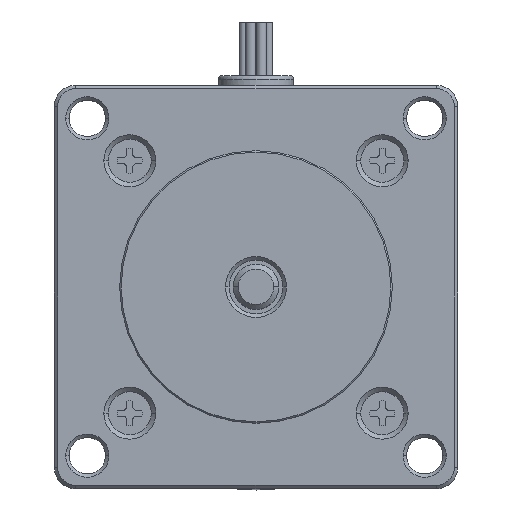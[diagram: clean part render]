
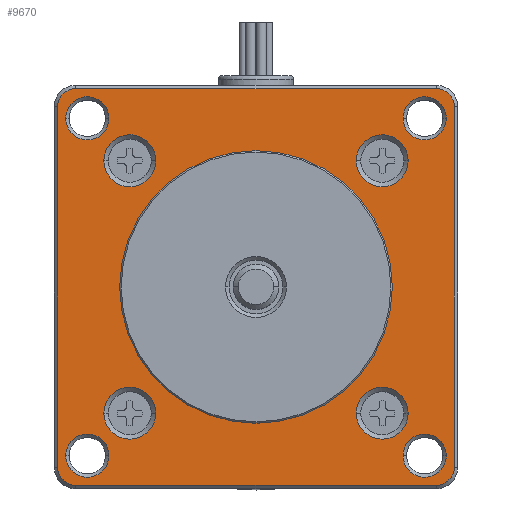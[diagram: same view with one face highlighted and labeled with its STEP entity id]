
A CAD part, top view. The second image highlights one B-rep face of the part: STEP entity #9670.
In plain terms, the highlighted planar face has unit normal (0, 0, 1).
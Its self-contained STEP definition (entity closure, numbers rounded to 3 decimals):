
#7100=CARTESIAN_POINT('',(21.272,-17.642,0.));
#7110=VERTEX_POINT('',#7100);
#7140=CARTESIAN_POINT('',(17.642,-17.642,
0.));
#7150=DIRECTION('',(-0.,-0.,-1.));
#7160=DIRECTION('',(1.,0.,0.));
#7170=AXIS2_PLACEMENT_3D('',#7140,#7150,#7160);
#7180=CIRCLE('',#7170,3.63);
#7190=CARTESIAN_POINT('',(14.012,-17.642,
0.));
#7200=VERTEX_POINT('',#7190);
#7210=EDGE_CURVE('',#7110,#7200,#7180,.T.);
#7590=CARTESIAN_POINT('',(-27.72,-27.72,0.));
#7600=DIRECTION('',(0.,0.,1.));
#7610=DIRECTION('',(1.,0.,-0.));
#7620=AXIS2_PLACEMENT_3D('',#7590,#7600,#7610);
#7630=PLANE('',#7620);
#7640=CARTESIAN_POINT('',(0.,27.72,-0.));
#7650=DIRECTION('',(1.,-0.,-0.));
#7660=VECTOR('',#7650,1.);
#7670=LINE('',#7640,#7660);
#7680=CARTESIAN_POINT('',(-25.2,27.72,0.));
#7690=VERTEX_POINT('',#7680);
#7700=CARTESIAN_POINT('',(25.2,27.72,0.));
#7710=VERTEX_POINT('',#7700);
#7720=EDGE_CURVE('',#7690,#7710,#7670,.T.);
#7730=ORIENTED_EDGE('',*,*,#7720,.F.);
#7740=CARTESIAN_POINT('',(25.2,25.2,0.));
#7750=DIRECTION('',(-0.,-0.,1.));
#7760=DIRECTION('',(-1.,0.,-0.));
#7770=AXIS2_PLACEMENT_3D('',#7740,#7750,#7760);
#7780=CIRCLE('',#7770,2.52);
#7790=CARTESIAN_POINT('',(27.72,25.2,
0.));
#7800=VERTEX_POINT('',#7790);
#7810=EDGE_CURVE('',#7800,#7710,#7780,.T.);
#7820=ORIENTED_EDGE('',*,*,#7810,.T.);
#7830=CARTESIAN_POINT('',(27.72,0.,0.));
#7840=DIRECTION('',(0.,-1.,-0.));
#7850=VECTOR('',#7840,1.);
#7860=LINE('',#7830,#7850);
#7870=CARTESIAN_POINT('',(27.72,-25.2,0.));
#7880=VERTEX_POINT('',#7870);
#7890=EDGE_CURVE('',#7800,#7880,#7860,.T.);
#7900=ORIENTED_EDGE('',*,*,#7890,.F.);
#7910=CARTESIAN_POINT('',(25.2,-25.2,0.));
#7920=DIRECTION('',(-0.,-0.,1.));
#7930=DIRECTION('',(-1.,0.,-0.));
#7940=AXIS2_PLACEMENT_3D('',#7910,#7920,#7930);
#7950=CIRCLE('',#7940,2.52);
#7960=CARTESIAN_POINT('',(25.2,-27.72,0.));
#7970=VERTEX_POINT('',#7960);
#7980=EDGE_CURVE('',#7970,#7880,#7950,.T.);
#7990=ORIENTED_EDGE('',*,*,#7980,.T.);
#8000=CARTESIAN_POINT('',(0.,-27.72,0.));
#8010=DIRECTION('',(-1.,-0.,-0.));
#8020=VECTOR('',#8010,1.);
#8030=LINE('',#8000,#8020);
#8040=CARTESIAN_POINT('',(-25.2,-27.72,0.));
#8050=VERTEX_POINT('',#8040);
#8060=EDGE_CURVE('',#7970,#8050,#8030,.T.);
#8070=ORIENTED_EDGE('',*,*,#8060,.F.);
#8080=CARTESIAN_POINT('',(-25.2,-25.2,0.));
#8090=DIRECTION('',(-0.,-0.,1.));
#8100=DIRECTION('',(-1.,0.,-0.));
#8110=AXIS2_PLACEMENT_3D('',#8080,#8090,#8100);
#8120=CIRCLE('',#8110,2.52);
#8130=CARTESIAN_POINT('',(-27.72,-25.2,0.));
#8140=VERTEX_POINT('',#8130);
#8150=EDGE_CURVE('',#8140,#8050,#8120,.T.);
#8160=ORIENTED_EDGE('',*,*,#8150,.T.);
#8170=CARTESIAN_POINT('',(-27.72,0.,0.));
#8180=DIRECTION('',(0.,1.,-0.));
#8190=VECTOR('',#8180,1.);
#8200=LINE('',#8170,#8190);
#8210=CARTESIAN_POINT('',(-27.72,25.2,0.));
#8220=VERTEX_POINT('',#8210);
#8230=EDGE_CURVE('',#8140,#8220,#8200,.T.);
#8240=ORIENTED_EDGE('',*,*,#8230,.F.);
#8250=CARTESIAN_POINT('',(-25.2,25.2,0.));
#8260=DIRECTION('',(-0.,-0.,1.));
#8270=DIRECTION('',(-1.,0.,-0.));
#8280=AXIS2_PLACEMENT_3D('',#8250,#8260,#8270);
#8290=CIRCLE('',#8280,2.52);
#8300=EDGE_CURVE('',#7690,#8220,#8290,.T.);
#8310=ORIENTED_EDGE('',*,*,#8300,.T.);
#8320=EDGE_LOOP('',(#8310,#8240,#8160,#8070,#7990,#7900,#7820,#7730));
#8330=FACE_OUTER_BOUND('',#8320,.T.);
#8340=CARTESIAN_POINT('',(17.642,17.642,0.
));
#8350=DIRECTION('',(-0.,-0.,-1.));
#8360=DIRECTION('',(1.,0.,0.));
#8370=AXIS2_PLACEMENT_3D('',#8340,#8350,#8360);
#8380=CIRCLE('',#8370,3.63);
#8390=CARTESIAN_POINT('',(21.272,17.642,
0.));
#8400=VERTEX_POINT('',#8390);
#8410=CARTESIAN_POINT('',(14.012,17.642,0.
));
#8420=VERTEX_POINT('',#8410);
#8430=EDGE_CURVE('',#8400,#8420,#8380,.T.);
#8440=ORIENTED_EDGE('',*,*,#8430,.T.);
#8450=EDGE_CURVE('',#8420,#8400,#8380,.T.);
#8460=ORIENTED_EDGE('',*,*,#8450,.T.);
#8470=EDGE_LOOP('',(#8460,#8440));
#8480=FACE_BOUND('',#8470,.T.);
#8490=CARTESIAN_POINT('',(-17.642,17.642,
0.));
#8500=DIRECTION('',(-0.,-0.,-1.));
#8510=DIRECTION('',(1.,0.,0.));
#8520=AXIS2_PLACEMENT_3D('',#8490,#8500,#8510);
#8530=CIRCLE('',#8520,3.63);
#8540=CARTESIAN_POINT('',(-21.272,17.642,
0.));
#8550=VERTEX_POINT('',#8540);
#8560=CARTESIAN_POINT('',(-14.012,17.642,
0.));
#8570=VERTEX_POINT('',#8560);
#8580=EDGE_CURVE('',#8550,#8570,#8530,.T.);
#8590=ORIENTED_EDGE('',*,*,#8580,.T.);
#8600=CARTESIAN_POINT('',(-17.642,14.012,
0.));
#8610=VERTEX_POINT('',#8600);
#8620=EDGE_CURVE('',#8610,#8550,#8530,.T.);
#8630=ORIENTED_EDGE('',*,*,#8620,.T.);
#8640=EDGE_CURVE('',#8570,#8610,#8530,.T.);
#8650=ORIENTED_EDGE('',*,*,#8640,.T.);
#8660=EDGE_LOOP('',(#8650,#8630,#8590));
#8670=FACE_BOUND('',#8660,.T.);
#8680=CARTESIAN_POINT('',(-17.642,-17.642,
0.));
#8690=DIRECTION('',(-0.,-0.,-1.));
#8700=DIRECTION('',(1.,0.,0.));
#8710=AXIS2_PLACEMENT_3D('',#8680,#8690,#8700);
#8720=CIRCLE('',#8710,3.63);
#8730=CARTESIAN_POINT('',(-21.272,-17.642,
0.));
#8740=VERTEX_POINT('',#8730);
#8750=CARTESIAN_POINT('',(-14.012,-17.642,
0.));
#8760=VERTEX_POINT('',#8750);
#8770=EDGE_CURVE('',#8740,#8760,#8720,.T.);
#8780=ORIENTED_EDGE('',*,*,#8770,.T.);
#8790=EDGE_CURVE('',#8760,#8740,#8720,.T.);
#8800=ORIENTED_EDGE('',*,*,#8790,.T.);
#8810=EDGE_LOOP('',(#8800,#8780));
#8820=FACE_BOUND('',#8810,.T.);
#8830=ORIENTED_EDGE('',*,*,#7210,.T.);
#8840=CARTESIAN_POINT('',(17.642,-14.012,
0.));
#8850=VERTEX_POINT('',#8840);
#8860=EDGE_CURVE('',#8850,#7110,#7180,.T.);
#8870=ORIENTED_EDGE('',*,*,#8860,.T.);
#8880=EDGE_CURVE('',#7200,#8850,#7180,.T.);
#8890=ORIENTED_EDGE('',*,*,#8880,.T.);
#8900=EDGE_LOOP('',(#8890,#8870,#8830));
#8910=FACE_BOUND('',#8900,.T.);
#8920=CARTESIAN_POINT('',(-23.575,-23.575,
0.));
#8930=DIRECTION('',(-0.,-0.,-1.));
#8940=DIRECTION('',(1.,0.,0.));
#8950=AXIS2_PLACEMENT_3D('',#8920,#8930,#8940);
#8960=CIRCLE('',#8950,3.02);
#8970=CARTESIAN_POINT('',(-20.555,-23.575,0.));
#8980=VERTEX_POINT('',#8970);
#8990=CARTESIAN_POINT('',(-26.595,-23.575,
0.));
#9000=VERTEX_POINT('',#8990);
#9010=EDGE_CURVE('',#8980,#9000,#8960,.T.);
#9020=ORIENTED_EDGE('',*,*,#9010,.T.);
#9030=EDGE_CURVE('',#9000,#8980,#8960,.T.);
#9040=ORIENTED_EDGE('',*,*,#9030,.T.);
#9050=EDGE_LOOP('',(#9040,#9020));
#9060=FACE_BOUND('',#9050,.T.);
#9070=CARTESIAN_POINT('',(23.575,-23.575,
0.));
#9080=DIRECTION('',(-0.,-0.,-1.));
#9090=DIRECTION('',(1.,0.,0.));
#9100=AXIS2_PLACEMENT_3D('',#9070,#9080,#9090);
#9110=CIRCLE('',#9100,3.02);
#9120=CARTESIAN_POINT('',(26.595,-23.575,0.));
#9130=VERTEX_POINT('',#9120);
#9140=CARTESIAN_POINT('',(20.555,-23.575,
0.));
#9150=VERTEX_POINT('',#9140);
#9160=EDGE_CURVE('',#9130,#9150,#9110,.T.);
#9170=ORIENTED_EDGE('',*,*,#9160,.T.);
#9180=EDGE_CURVE('',#9150,#9130,#9110,.T.);
#9190=ORIENTED_EDGE('',*,*,#9180,.T.);
#9200=EDGE_LOOP('',(#9190,#9170));
#9210=FACE_BOUND('',#9200,.T.);
#9220=CARTESIAN_POINT('',(23.575,23.575,0.
));
#9230=DIRECTION('',(-0.,-0.,-1.));
#9240=DIRECTION('',(1.,0.,0.));
#9250=AXIS2_PLACEMENT_3D('',#9220,#9230,#9240);
#9260=CIRCLE('',#9250,3.02);
#9270=CARTESIAN_POINT('',(20.555,23.575,0.
));
#9280=VERTEX_POINT('',#9270);
#9290=CARTESIAN_POINT('',(26.595,23.575,0.
));
#9300=VERTEX_POINT('',#9290);
#9310=EDGE_CURVE('',#9280,#9300,#9260,.T.);
#9320=ORIENTED_EDGE('',*,*,#9310,.T.);
#9330=EDGE_CURVE('',#9300,#9280,#9260,.T.);
#9340=ORIENTED_EDGE('',*,*,#9330,.T.);
#9350=EDGE_LOOP('',(#9340,#9320));
#9360=FACE_BOUND('',#9350,.T.);
#9370=CARTESIAN_POINT('',(-23.575,23.575,
0.));
#9380=DIRECTION('',(-0.,-0.,-1.));
#9390=DIRECTION('',(1.,0.,0.));
#9400=AXIS2_PLACEMENT_3D('',#9370,#9380,#9390);
#9410=CIRCLE('',#9400,3.02);
#9420=CARTESIAN_POINT('',(-26.595,23.575,
0.));
#9430=VERTEX_POINT('',#9420);
#9440=CARTESIAN_POINT('',(-20.555,23.575,
0.));
#9450=VERTEX_POINT('',#9440);
#9460=EDGE_CURVE('',#9430,#9450,#9410,.T.);
#9470=ORIENTED_EDGE('',*,*,#9460,.T.);
#9480=EDGE_CURVE('',#9450,#9430,#9410,.T.);
#9490=ORIENTED_EDGE('',*,*,#9480,.T.);
#9500=EDGE_LOOP('',(#9490,#9470));
#9510=FACE_BOUND('',#9500,.T.);
#9520=CARTESIAN_POINT('',(0.,0.,0.))
;
#9530=DIRECTION('',(0.,0.,1.));
#9540=DIRECTION('',(1.,0.,0.));
#9550=AXIS2_PLACEMENT_3D('',#9520,#9530,#9540);
#9560=CIRCLE('',#9550,19.05);
#9570=CARTESIAN_POINT('',(-19.05,0.,
0.));
#9580=VERTEX_POINT('',#9570);
#9590=CARTESIAN_POINT('',(19.05,0.,0.));
#9600=VERTEX_POINT('',#9590);
#9610=EDGE_CURVE('',#9580,#9600,#9560,.T.);
#9620=ORIENTED_EDGE('',*,*,#9610,.F.);
#9630=EDGE_CURVE('',#9600,#9580,#9560,.T.);
#9640=ORIENTED_EDGE('',*,*,#9630,.F.);
#9650=EDGE_LOOP('',(#9640,#9620));
#9660=FACE_BOUND('',#9650,.T.);
#9670=ADVANCED_FACE('',(#8330,#8480,#8670,#8820,#8910,#9060,#9210,#9360,
#9510,#9660),#7630,.T.);
